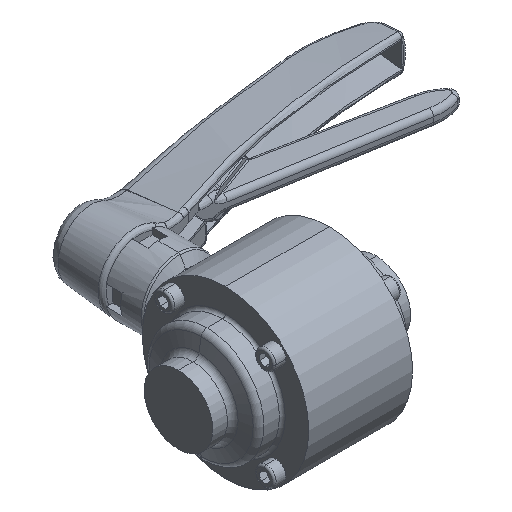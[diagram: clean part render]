
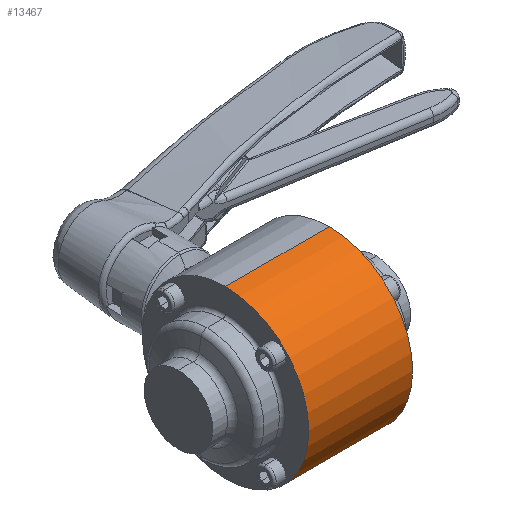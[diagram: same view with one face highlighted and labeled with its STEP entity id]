
A CAD part, isometric view. The second image highlights one B-rep face of the part: STEP entity #13467.
In plain terms, the highlighted cylindrical face has radius 42.5 mm (diameter 85 mm), a partial arc.
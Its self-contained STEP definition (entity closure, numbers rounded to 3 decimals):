
#589 = DIRECTION ( 'NONE',  ( -1., 0., 0. ) ) ;
#666 = EDGE_CURVE ( 'NONE', #9135, #1260, #10330, .T. ) ;
#1260 = VERTEX_POINT ( 'NONE', #10567 ) ;
#2631 = DIRECTION ( 'NONE',  ( 0., 0., 1. ) ) ;
#3033 = CYLINDRICAL_SURFACE ( 'NONE', #5390, 42.5 ) ;
#3387 = EDGE_LOOP ( 'NONE', ( #7788, #7487, #8233, #4813 ) ) ;
#3478 = FACE_OUTER_BOUND ( 'NONE', #3387, .T. ) ;
#3939 = CARTESIAN_POINT ( 'NONE',  ( -26.5, 0., -42.5 ) ) ;
#4813 = ORIENTED_EDGE ( 'NONE', *, *, #10431, .T. ) ;
#4995 = VERTEX_POINT ( 'NONE', #15816 ) ;
#5390 = AXIS2_PLACEMENT_3D ( 'NONE', #16187, #8153, #2631 ) ;
#5411 = VERTEX_POINT ( 'NONE', #3939 ) ;
#7015 = DIRECTION ( 'NONE',  ( -1., 0., 0. ) ) ;
#7038 = CARTESIAN_POINT ( 'NONE',  ( -68.478, 0., -42.5 ) ) ;
#7487 = ORIENTED_EDGE ( 'NONE', *, *, #17765, .T. ) ;
#7788 = ORIENTED_EDGE ( 'NONE', *, *, #9654, .F. ) ;
#7881 = LINE ( 'NONE', #7038, #16465 ) ;
#8153 = DIRECTION ( 'NONE',  ( -1., 0., 0. ) ) ;
#8233 = ORIENTED_EDGE ( 'NONE', *, *, #666, .T. ) ;
#8255 = AXIS2_PLACEMENT_3D ( 'NONE', #14145, #14104, #14044 ) ;
#8917 = CARTESIAN_POINT ( 'NONE',  ( 26.5, 0., 0. ) ) ;
#9001 = VECTOR ( 'NONE', #14171, 1000. ) ;
#9135 = VERTEX_POINT ( 'NONE', #14531 ) ;
#9654 = EDGE_CURVE ( 'NONE', #4995, #5411, #7881, .T. ) ;
#10223 = DIRECTION ( 'NONE',  ( 0., 0., 1. ) ) ;
#10330 = LINE ( 'NONE', #13923, #9001 ) ;
#10431 = EDGE_CURVE ( 'NONE', #1260, #5411, #12190, .T. ) ;
#10567 = CARTESIAN_POINT ( 'NONE',  ( -26.5, 0., 42.5 ) ) ;
#12190 = CIRCLE ( 'NONE', #8255, 42.5 ) ;
#12227 = CIRCLE ( 'NONE', #13139, 42.5 ) ;
#13139 = AXIS2_PLACEMENT_3D ( 'NONE', #8917, #589, #10223 ) ;
#13467 = ADVANCED_FACE ( 'NONE', ( #3478 ), #3033, .T. ) ;
#13923 = CARTESIAN_POINT ( 'NONE',  ( -68.478, 0., 42.5 ) ) ;
#14044 = DIRECTION ( 'NONE',  ( 0., 0., -1. ) ) ;
#14104 = DIRECTION ( 'NONE',  ( 1., 0., 0. ) ) ;
#14145 = CARTESIAN_POINT ( 'NONE',  ( -26.5, 0., 0. ) ) ;
#14171 = DIRECTION ( 'NONE',  ( -1., 0., 0. ) ) ;
#14531 = CARTESIAN_POINT ( 'NONE',  ( 26.5, 0., 42.5 ) ) ;
#15816 = CARTESIAN_POINT ( 'NONE',  ( 26.5, 0., -42.5 ) ) ;
#16187 = CARTESIAN_POINT ( 'NONE',  ( -68.478, 0., 0. ) ) ;
#16465 = VECTOR ( 'NONE', #7015, 1000. ) ;
#17765 = EDGE_CURVE ( 'NONE', #4995, #9135, #12227, .T. ) ;
